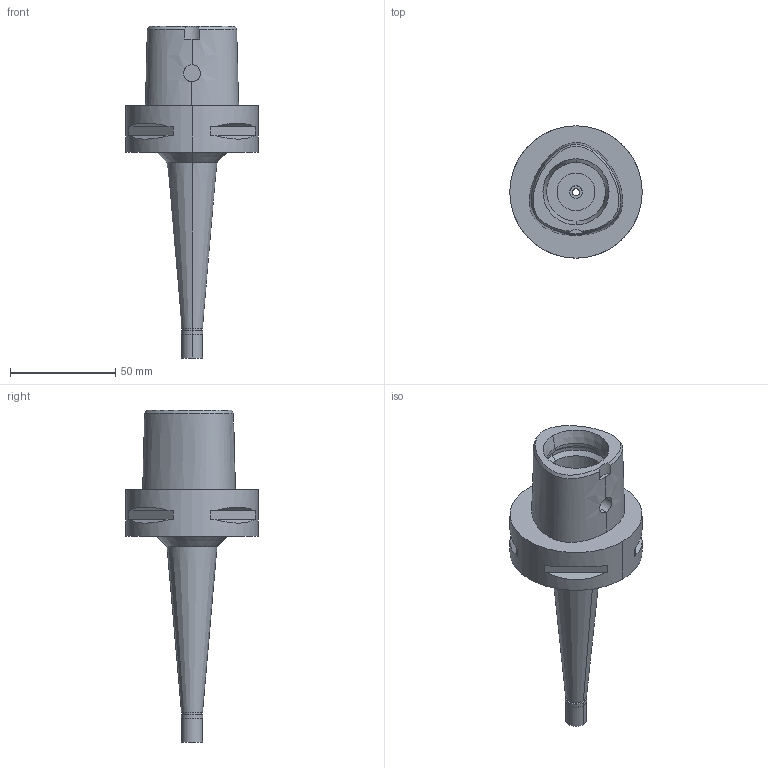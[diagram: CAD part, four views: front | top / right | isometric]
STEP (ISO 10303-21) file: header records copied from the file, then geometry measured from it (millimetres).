
FILE_DESCRIPTION (( 'STEP AP203' ), '1' );
FILE_NAME ('C6-MEGA3S-120T.stp', '2019-07-03T19:31:04', ( '' ), ( '' ), 'SwSTEP 2.0', 'SolidWorks 2019', '' );
FILE_SCHEMA (( 'CONFIG_CONTROL_DESIGN' ));
Length unit declared in the file: millimetre
Products named in the file (7): C6-MEGA3S-120T-030_ASM.stp; C6-MEGA3S-120T-030-FreeParts; C6-MEGA3S-120T-030.stp; MGN3S_1.stp; C6-MEGA3S-120T; DXF_TEMP_ASSY_ASM_4_ASM.stp; C6-MEGA3S-120T_1.stp
Assembly tree (5 placements, depth 5):
  C6-MEGA3S-120T-030-FreeParts
  C6-MEGA3S-120T
    C6-MEGA3S-120T-030.stp
      C6-MEGA3S-120T-030_ASM.stp
        DXF_TEMP_ASSY_ASM_4_ASM.stp
          C6-MEGA3S-120T_1.stp
          MGN3S_1.stp
Bounding box: 63 x 63 x 158 mm (x, y, z)
Volume: 117391.2 mm3; surface area: 26911.7 mm2
Topology: 2 solids, 2 shells, 93 faces, 202 edges, 127 vertices
Faces by surface type: plane 38, cylinder 37, cone 12, bspline 4, torus 2
Entity records: 4929 total; most frequent: CARTESIAN_POINT 2148, DIRECTION 473, ORIENTED_EDGE 404, EDGE_CURVE 202, AXIS2_PLACEMENT_3D 198, VERTEX_POINT 127, EDGE_LOOP 113, CIRCLE 98
